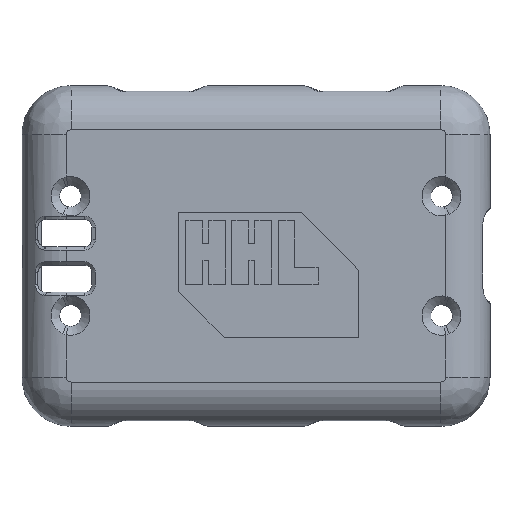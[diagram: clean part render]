
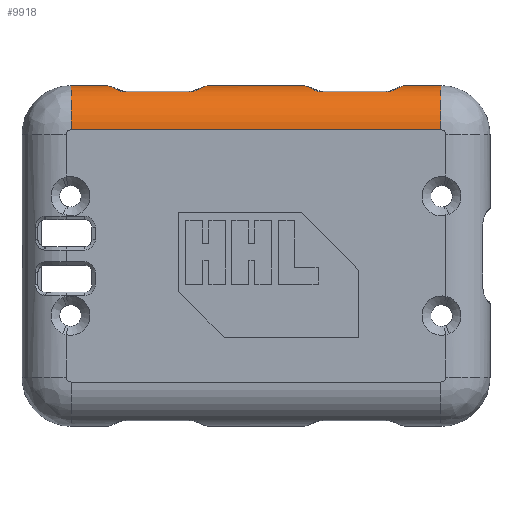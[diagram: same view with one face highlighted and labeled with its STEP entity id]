
A CAD part, top view. The second image highlights one B-rep face of the part: STEP entity #9918.
In plain terms, the highlighted cylindrical face has radius 4.5 mm (diameter 9 mm), a partial arc.
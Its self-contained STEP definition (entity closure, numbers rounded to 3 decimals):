
#265=B_SPLINE_CURVE_WITH_KNOTS('',3,(#19026,#19027,#19028,#19029),
 .UNSPECIFIED.,.F.,.F.,(4,4),(-0.1,0.),.UNSPECIFIED.);
#267=B_SPLINE_CURVE_WITH_KNOTS('',3,(#19088,#19089,#19090,#19091),
 .UNSPECIFIED.,.F.,.F.,(4,4),(-0.21,0.),
 .UNSPECIFIED.);
#269=B_SPLINE_CURVE_WITH_KNOTS('',3,(#19122,#19123,#19124,#19125),
 .UNSPECIFIED.,.F.,.F.,(4,4),(-0.1,0.),
 .UNSPECIFIED.);
#277=B_SPLINE_CURVE_WITH_KNOTS('',3,(#19516,#19517,#19518,#19519),
 .UNSPECIFIED.,.F.,.F.,(4,4),(-0.21,0.),
 .UNSPECIFIED.);
#283=B_SPLINE_CURVE_WITH_KNOTS('',3,(#19736,#19737,#19738,#19739),
 .UNSPECIFIED.,.F.,.F.,(4,4),(-0.1,0.),.UNSPECIFIED.);
#285=B_SPLINE_CURVE_WITH_KNOTS('',3,(#19772,#19773,#19774,#19775),
 .UNSPECIFIED.,.F.,.F.,(4,4),(-0.1,0.),.UNSPECIFIED.);
#287=B_SPLINE_CURVE_WITH_KNOTS('',3,(#19782,#19783,#19784,#19785),
 .UNSPECIFIED.,.F.,.F.,(4,4),(-0.21,0.),.UNSPECIFIED.);
#288=B_SPLINE_CURVE_WITH_KNOTS('',3,(#19788,#19789,#19790,#19791),
 .UNSPECIFIED.,.F.,.F.,(4,4),(-0.21,0.),
 .UNSPECIFIED.);
#1097=FACE_OUTER_BOUND('',#1624,.T.);
#1624=EDGE_LOOP('',(#9071,#9072,#9073,#9074,#9075,#9076,#9077,#9078,#9079,
#9080,#9081,#9082,#9083,#9084,#9085,#9086));
#1870=LINE('',#13805,#2848);
#2563=LINE('',#19039,#3541);
#2565=LINE('',#19062,#3543);
#2566=LINE('',#19129,#3544);
#2605=LINE('',#19698,#3583);
#2608=LINE('',#19787,#3586);
#2848=VECTOR('',#11150,10.);
#3541=VECTOR('',#12969,10.);
#3543=VECTOR('',#12977,10.);
#3544=VECTOR('',#12984,10.);
#3583=VECTOR('',#13121,10.);
#3586=VECTOR('',#13150,10.);
#3896=CIRCLE('',#10629,4.5);
#3897=CIRCLE('',#10630,4.5);
#4145=VERTEX_POINT('',#13802);
#4146=VERTEX_POINT('',#13804);
#4716=VERTEX_POINT('',#17545);
#4777=VERTEX_POINT('',#18155);
#4808=VERTEX_POINT('',#18462);
#4825=VERTEX_POINT('',#19023);
#4826=VERTEX_POINT('',#19025);
#4827=VERTEX_POINT('',#19036);
#4829=VERTEX_POINT('',#19087);
#4830=VERTEX_POINT('',#19121);
#4831=VERTEX_POINT('',#19128);
#4858=VERTEX_POINT('',#19696);
#4859=VERTEX_POINT('',#19735);
#4861=VERTEX_POINT('',#19770);
#4862=VERTEX_POINT('',#19781);
#4863=VERTEX_POINT('',#19786);
#5139=EDGE_CURVE('',#4146,#4145,#1870,.T.);
#6210=EDGE_CURVE('',#4825,#4826,#265,.T.);
#6214=EDGE_CURVE('',#4777,#4827,#2563,.T.);
#6216=EDGE_CURVE('',#4777,#4145,#3896,.T.);
#6217=EDGE_CURVE('',#4716,#4146,#3897,.T.);
#6218=EDGE_CURVE('',#4808,#4716,#2565,.T.);
#6219=EDGE_CURVE('',#4808,#4829,#267,.T.);
#6222=EDGE_CURVE('',#4829,#4830,#269,.T.);
#6224=EDGE_CURVE('',#4830,#4831,#2566,.T.);
#6263=EDGE_CURVE('',#4826,#4827,#277,.T.);
#6294=EDGE_CURVE('',#4858,#4825,#2605,.T.);
#6299=EDGE_CURVE('',#4831,#4859,#283,.T.);
#6303=EDGE_CURVE('',#4861,#4858,#285,.T.);
#6305=EDGE_CURVE('',#4862,#4861,#287,.T.);
#6306=EDGE_CURVE('',#4862,#4863,#2608,.T.);
#6307=EDGE_CURVE('',#4859,#4863,#288,.T.);
#9071=ORIENTED_EDGE('',*,*,#6305,.F.);
#9072=ORIENTED_EDGE('',*,*,#6306,.T.);
#9073=ORIENTED_EDGE('',*,*,#6307,.F.);
#9074=ORIENTED_EDGE('',*,*,#6299,.F.);
#9075=ORIENTED_EDGE('',*,*,#6224,.F.);
#9076=ORIENTED_EDGE('',*,*,#6222,.F.);
#9077=ORIENTED_EDGE('',*,*,#6219,.F.);
#9078=ORIENTED_EDGE('',*,*,#6218,.T.);
#9079=ORIENTED_EDGE('',*,*,#6217,.T.);
#9080=ORIENTED_EDGE('',*,*,#5139,.T.);
#9081=ORIENTED_EDGE('',*,*,#6216,.F.);
#9082=ORIENTED_EDGE('',*,*,#6214,.T.);
#9083=ORIENTED_EDGE('',*,*,#6263,.F.);
#9084=ORIENTED_EDGE('',*,*,#6210,.F.);
#9085=ORIENTED_EDGE('',*,*,#6294,.F.);
#9086=ORIENTED_EDGE('',*,*,#6303,.F.);
#9427=CYLINDRICAL_SURFACE('',#10696,4.5);
#9918=ADVANCED_FACE('',(#1097),#9427,.T.);
#10629=AXIS2_PLACEMENT_3D('',#19050,#12971,#12972);
#10630=AXIS2_PLACEMENT_3D('',#19060,#12973,#12974);
#10696=AXIS2_PLACEMENT_3D('',#19780,#13148,#13149);
#11150=DIRECTION('',(1.,0.,0.));
#12969=DIRECTION('',(-1.,0.,0.));
#12971=DIRECTION('center_axis',(1.,0.,0.));
#12972=DIRECTION('ref_axis',(0.,1.,0.));
#12973=DIRECTION('center_axis',(1.,0.,0.));
#12974=DIRECTION('ref_axis',(0.,1.,0.));
#12977=DIRECTION('',(-1.,0.,0.));
#12984=DIRECTION('',(1.,0.,0.));
#13121=DIRECTION('',(1.,0.,0.));
#13148=DIRECTION('center_axis',(1.,0.,0.));
#13149=DIRECTION('ref_axis',(0.,0.707,0.707));
#13150=DIRECTION('',(-1.,0.,0.));
#13802=CARTESIAN_POINT('',(28.85,21.344,6.75));
#13804=CARTESIAN_POINT('',(-8.8,21.344,6.75));
#13805=CARTESIAN_POINT('',(21.938,21.344,6.75));
#17545=CARTESIAN_POINT('',(-8.8,25.844,2.25));
#18155=CARTESIAN_POINT('',(28.85,25.844,2.25));
#18462=CARTESIAN_POINT('',(-5.264,25.844,2.25));
#19023=CARTESIAN_POINT('',(23.323,25.192,4.584));
#19025=CARTESIAN_POINT('',(24.19,25.416,4.167));
#19026=CARTESIAN_POINT('Ctrl Pts',(23.323,25.192,4.584));
#19027=CARTESIAN_POINT('Ctrl Pts',(23.654,25.192,4.584));
#19028=CARTESIAN_POINT('Ctrl Pts',(23.974,25.296,4.422));
#19029=CARTESIAN_POINT('Ctrl Pts',(24.19,25.416,4.167));
#19036=CARTESIAN_POINT('',(25.314,25.844,2.25));
#19039=CARTESIAN_POINT('',(21.938,25.844,2.25));
#19050=CARTESIAN_POINT('Origin',(28.85,21.344,2.25));
#19060=CARTESIAN_POINT('Origin',(-8.8,21.344,2.25));
#19062=CARTESIAN_POINT('',(21.938,25.844,2.25));
#19087=CARTESIAN_POINT('',(-4.14,25.416,4.167));
#19088=CARTESIAN_POINT('Ctrl Pts',(-5.264,25.844,2.25));
#19089=CARTESIAN_POINT('Ctrl Pts',(-4.99,25.844,2.973));
#19090=CARTESIAN_POINT('Ctrl Pts',(-4.597,25.669,3.628));
#19091=CARTESIAN_POINT('Ctrl Pts',(-4.14,25.416,4.167));
#19121=CARTESIAN_POINT('',(-3.273,25.192,4.584));
#19122=CARTESIAN_POINT('Ctrl Pts',(-4.14,25.416,4.167));
#19123=CARTESIAN_POINT('Ctrl Pts',(-3.924,25.296,4.422));
#19124=CARTESIAN_POINT('Ctrl Pts',(-3.604,25.192,4.584));
#19125=CARTESIAN_POINT('Ctrl Pts',(-3.273,25.192,4.584));
#19128=CARTESIAN_POINT('',(3.273,25.192,4.584));
#19129=CARTESIAN_POINT('',(21.938,25.192,4.584));
#19516=CARTESIAN_POINT('Ctrl Pts',(24.19,25.416,4.167));
#19517=CARTESIAN_POINT('Ctrl Pts',(24.647,25.669,3.628));
#19518=CARTESIAN_POINT('Ctrl Pts',(25.04,25.844,2.973));
#19519=CARTESIAN_POINT('Ctrl Pts',(25.314,25.844,2.25));
#19696=CARTESIAN_POINT('',(16.777,25.192,4.584));
#19698=CARTESIAN_POINT('',(21.938,25.192,4.584));
#19735=CARTESIAN_POINT('',(4.14,25.416,4.167));
#19736=CARTESIAN_POINT('Ctrl Pts',(3.273,25.192,4.584));
#19737=CARTESIAN_POINT('Ctrl Pts',(3.604,25.192,4.584));
#19738=CARTESIAN_POINT('Ctrl Pts',(3.924,25.296,4.422));
#19739=CARTESIAN_POINT('Ctrl Pts',(4.14,25.416,4.167));
#19770=CARTESIAN_POINT('',(15.91,25.416,4.167));
#19772=CARTESIAN_POINT('Ctrl Pts',(15.91,25.416,4.167));
#19773=CARTESIAN_POINT('Ctrl Pts',(16.126,25.296,4.422));
#19774=CARTESIAN_POINT('Ctrl Pts',(16.446,25.192,4.584));
#19775=CARTESIAN_POINT('Ctrl Pts',(16.777,25.192,4.584));
#19780=CARTESIAN_POINT('Origin',(21.938,21.344,2.25));
#19781=CARTESIAN_POINT('',(14.786,25.844,2.25));
#19782=CARTESIAN_POINT('Ctrl Pts',(14.786,25.844,2.25));
#19783=CARTESIAN_POINT('Ctrl Pts',(15.06,25.844,2.973));
#19784=CARTESIAN_POINT('Ctrl Pts',(15.453,25.669,3.628));
#19785=CARTESIAN_POINT('Ctrl Pts',(15.91,25.416,4.167));
#19786=CARTESIAN_POINT('',(5.264,25.844,2.25));
#19787=CARTESIAN_POINT('',(21.938,25.844,2.25));
#19788=CARTESIAN_POINT('Ctrl Pts',(4.14,25.416,4.167));
#19789=CARTESIAN_POINT('Ctrl Pts',(4.597,25.669,3.628));
#19790=CARTESIAN_POINT('Ctrl Pts',(4.99,25.844,2.973));
#19791=CARTESIAN_POINT('Ctrl Pts',(5.264,25.844,2.25));
